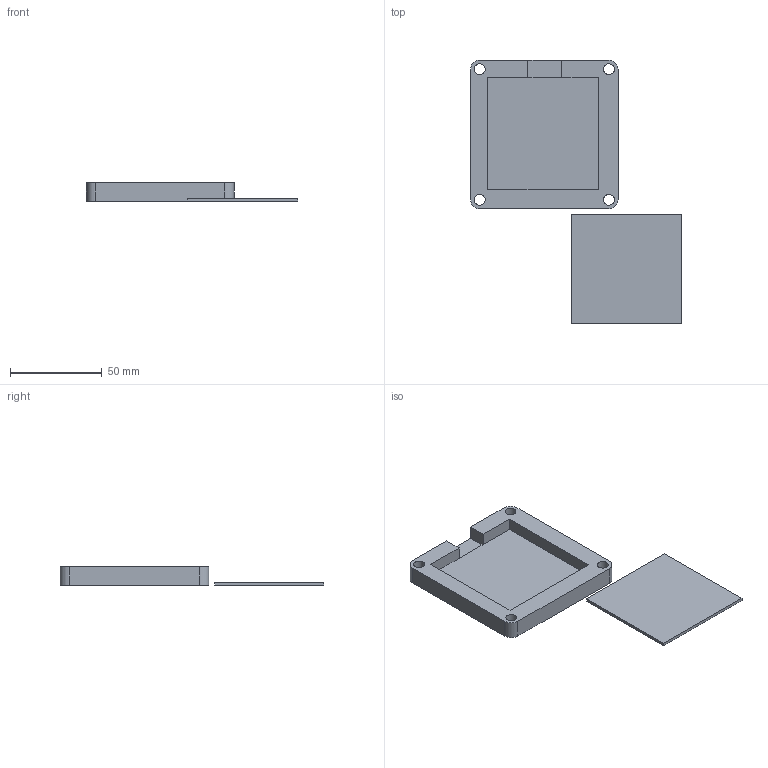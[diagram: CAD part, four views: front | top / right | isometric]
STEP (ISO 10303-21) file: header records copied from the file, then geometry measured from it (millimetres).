
FILE_DESCRIPTION(/* description */ (''),/* implementation_level */ '2;1');
FILE_NAME(/* name */ 'Slitropad.step',/* time_stamp */ '2026-01-09T20:12:09+13:00',/* author */ (''),/* organization */ (''),/* preprocessor_version */ 'ST-DEVELOPER v20.1',/* originating_system */ 'Autodesk Translation Framework v14.21.0.0',/* authorisation */ '');
FILE_SCHEMA (('AUTOMOTIVE_DESIGN { 1 0 10303 214 3 1 1 }'));
Length unit declared in the file: millimetre
Products named in the file (2): 2026-01-08-23-12-43-641; 2026-01-08-23-13-10-066
Assembly tree (1 placements, depth 2):
  2026-01-08-23-12-43-641
    2026-01-08-23-13-10-066
Bounding box: 115.3 x 144.1 x 9.9 mm (x, y, z)
Volume: 42340.1 mm3; surface area: 25844.3 mm2
Topology: 2 solids, 2 shells, 30 faces, 76 edges, 50 vertices
Faces by surface type: plane 22, cylinder 8
Full cylindrical faces by diameter (mm): 6 x4
Entity records: 970 total; most frequent: CARTESIAN_POINT 159, DIRECTION 158, ORIENTED_EDGE 152, EDGE_CURVE 76, LINE 60, VECTOR 60, VERTEX_POINT 50, AXIS2_PLACEMENT_3D 49
